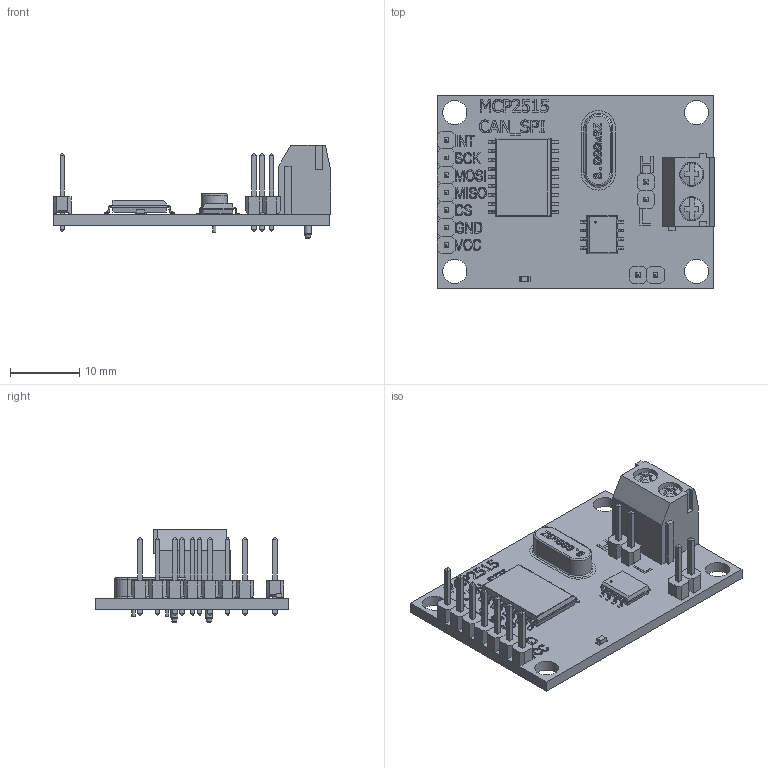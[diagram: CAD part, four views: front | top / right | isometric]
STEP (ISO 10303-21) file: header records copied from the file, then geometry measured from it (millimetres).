
FILE_DESCRIPTION(/* description */ (''),/* implementation_level */ '2;1');
FILE_NAME(/* name */ 'MCP2515 CAN_SPI.stp',/* time_stamp */ '2018-11-24T12:50:41-05:00',/* author */ ('QC'),/* organization */ (''),/* preprocessor_version */ 'ST-DEVELOPER v16.5',/* originating_system */ 'Autodesk Inventor 2017',/* authorisation */ '');
FILE_SCHEMA (('AUTOMOTIVE_DESIGN { 1 0 10303 214 3 1 1 }'));
Products named in the file (9): MCP2515 CAN_SPI; so_ic_wide_18pin; PCB CAN SPI; so_ic_8pin; led_green_0603; ABRACON_ABL-8.000MHZ-B2; Pin Header 7 x 1 TH 2.54mm Pitch; Pin Header 2 x1 TH 2.54mm Pitch; TE_1776244-2
Assembly tree (9 placements, depth 2):
  MCP2515 CAN_SPI
    so_ic_wide_18pin
    PCB CAN SPI
    so_ic_8pin
    led_green_0603
    ABRACON_ABL-8.000MHZ-B2
    Pin Header 7 x 1 TH 2.54mm Pitch
    Pin Header 2 x1 TH 2.54mm Pitch  x2
    TE_1776244-2
Bounding box: 40.12 x 28 x 13.5 mm (x, y, z)
Volume: 2872.2 mm3; surface area: 5108.7 mm2
Topology: 60 solids, 60 shells, 2189 faces, 5228 edges, 3157 vertices
Faces by surface type: plane 1160, bspline 492, cylinder 363, sphere 168, torus 4, cone 2
Full cylindrical faces by diameter (mm): 0.25 x1, 0.457 x4, 0.857 x4, 1 x2, 2 x4, 2.1 x2, 3 x2, 3.2 x2, 3.5 x4, 3.51 x2
Entity records: 75596 total; most frequent: CARTESIAN_POINT 28806, ORIENTED_EDGE 9908, DIRECTION 7935, EDGE_CURVE 4954, LINE 3241, VECTOR 3241, VERTEX_POINT 3053, AXIS2_PLACEMENT_3D 2347
